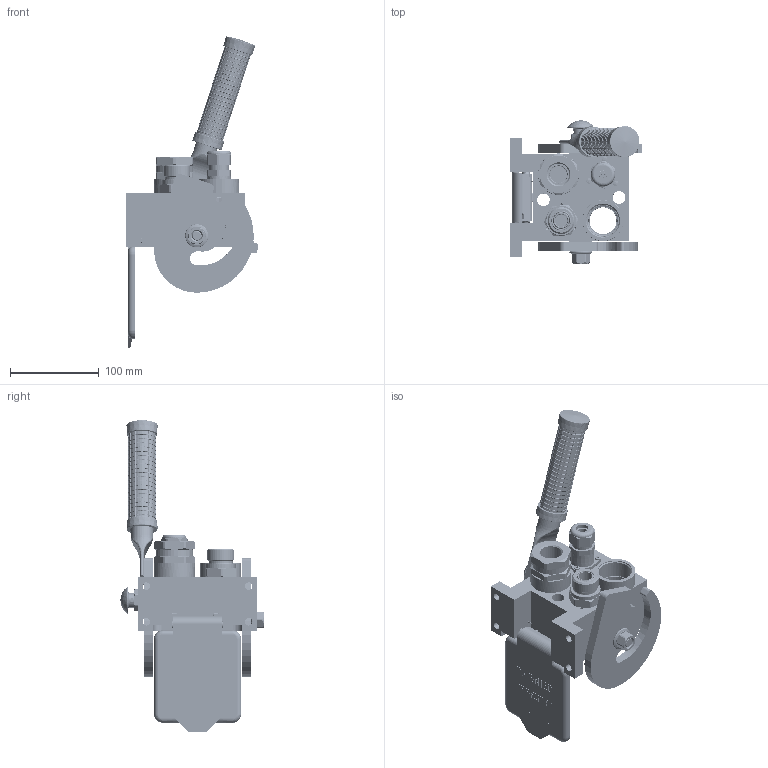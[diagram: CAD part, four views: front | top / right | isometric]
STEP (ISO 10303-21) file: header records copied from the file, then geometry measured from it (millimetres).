
FILE_DESCRIPTION (( 'STEP AP214' ), '1' );
FILE_NAME ('FASTER.step', '2023-06-23T11:31:35', ( '' ), ( '' ), 'SwSTEP 2.0', 'SolidWorks 2017', '' );
FILE_SCHEMA (( 'AUTOMOTIVE_DESIGN' ));
Length unit declared in the file: millimetre
Products named in the file (42): or2_62x17_86; corpospel08-3f; 4830_025_0000_001; 4830_020_0000_033; 4340_014_0000_000; or1_5x7_m; 4850_024_6001_000; 0048_042_0412_000; 4830_070_0000_001; curs_molla_34; 2ffnb1211_34sf; 4820_024_1002_011; 4142_072_1000_300; 4850_024_6001_000_ASM; 4830_025_2000_000; 4830_001_0005_301; 4250_014_1000_000; conn_3p_f; 4241_072_0000_200; 4830_046_0000_000; 4850_024_5001_010; 4820_001_0004_000; 4830_044_0000_000; P510_F_ALB_BASE; A_2ffnb1211_34sf; 4830_001_0005_300; curs_molla_12; 4810_001_0001_014; FASTER; sicura_p5; 4830_025_1000_000; 2ffnb34_gas_f; 4850_024_6001_021; 4150_072_1000_200; 4850_024_0000_012; A_2ffnb34_gas_f; 1540_080_0012_000; 4830_022_0000_011; et011; 4850_024_6002_020
Assembly tree (46 placements, depth 4):
  FASTER
    P510_F_ALB_BASE
      4830_020_0000_033
      4830_025_1000_000
      4820_001_0004_000
      4810_001_0001_014
      4830_022_0000_011
      4830_070_0000_001
      4830_001_0005_300
      4830_001_0005_301
      or2_62x17_86  x2
    A_2ffnb34_gas_f
      curs_molla_34
        4150_072_1000_200
        4250_014_1000_000
      2ffnb34_gas_f
        2ffnb34_gas_f
    A_2ffnb1211_34sf
      curs_molla_12
        4340_014_0000_000
        4142_072_1000_300
      2ffnb1211_34sf
        2ffnb1211_34sf
    conn_3p_f
      corpospel08-3f
      4830_044_0000_000  x3
      4830_046_0000_000
      4241_072_0000_200
    4850_024_6001_000
      4850_024_6001_000_ASM
        4850_024_5001_010
        4850_024_6001_021
        4820_024_1002_011
      sicura_p5
        4830_025_0000_001
        or1_5x7_m
        0048_042_0412_000
      4850_024_6002_020
      4850_024_0000_012
      1540_080_0012_000
      4830_025_2000_000
      or2_62x17_86  x2
    et011
Bounding box: 148.95 x 160.93 x 350 mm (x, y, z)
Volume: 251960.7 mm3; surface area: 329848.8 mm2
Topology: 25 solids, 64 shells, 5445 faces, 14652 edges, 9379 vertices
Faces by surface type: plane 2285, cylinder 1888, torus 682, cone 322, bspline 220, sphere 48
Entity records: 236422 total; most frequent: CARTESIAN_POINT 95737, ORIENTED_EDGE 27997, DIRECTION 24832, EDGE_CURVE 14393, VERTEX_POINT 9243, AXIS2_PLACEMENT_3D 8514, VECTOR 7804, LINE 7804
